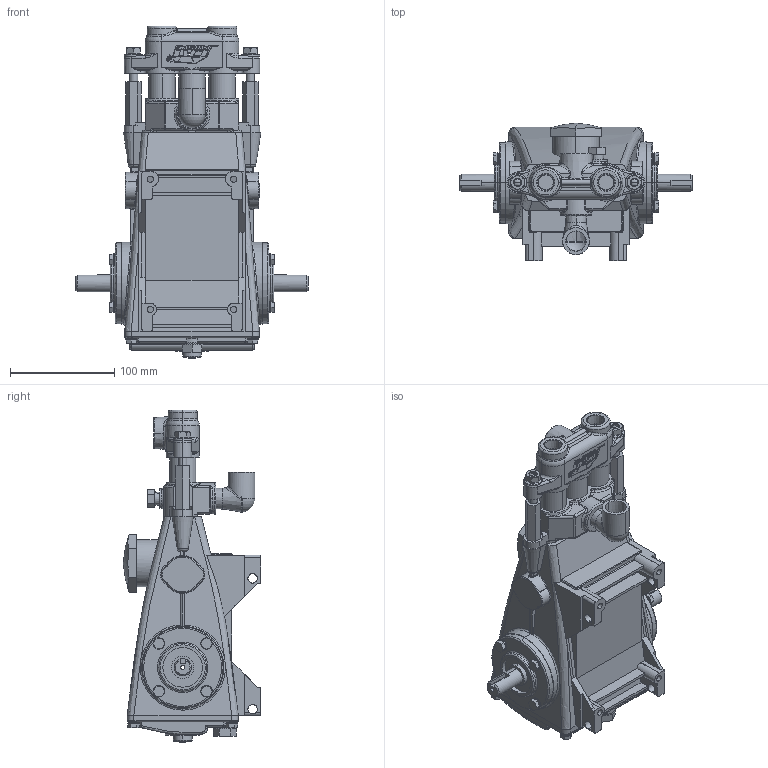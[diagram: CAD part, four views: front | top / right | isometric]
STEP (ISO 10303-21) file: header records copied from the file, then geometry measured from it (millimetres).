
FILE_DESCRIPTION (( 'STEP AP214' ), '1' );
FILE_NAME ('431.STEP', '2011-05-12T17:41:54', ( 'Mary Jo Helmbrecht' ), ( 'DDC' ), 'SwSTEP 2.0', 'SolidWorks 2011', '' );
FILE_SCHEMA (( 'AUTOMOTIVE_DESIGN' ));
Length unit declared in the file: millimetre
Products named in the file (1): 431
Bounding box: 223.01 x 132.08 x 318.68 mm (x, y, z)
Surface area: 201578.3 mm2 (no closed solid volume)
Topology: 0 solids, 28 shells, 1258 faces, 3713 edges, 2311 vertices
Faces by surface type: plane 501, cylinder 391, bspline 152, torus 133, cone 66, sphere 15
Entity records: 62978 total; most frequent: CARTESIAN_POINT 17696, DIRECTION 6442, ORIENTED_EDGE 6346, EDGE_CURVE 3673, AXIS2_PLACEMENT_3D 2316, VERTEX_POINT 2311, LINE 1810, VECTOR 1810
